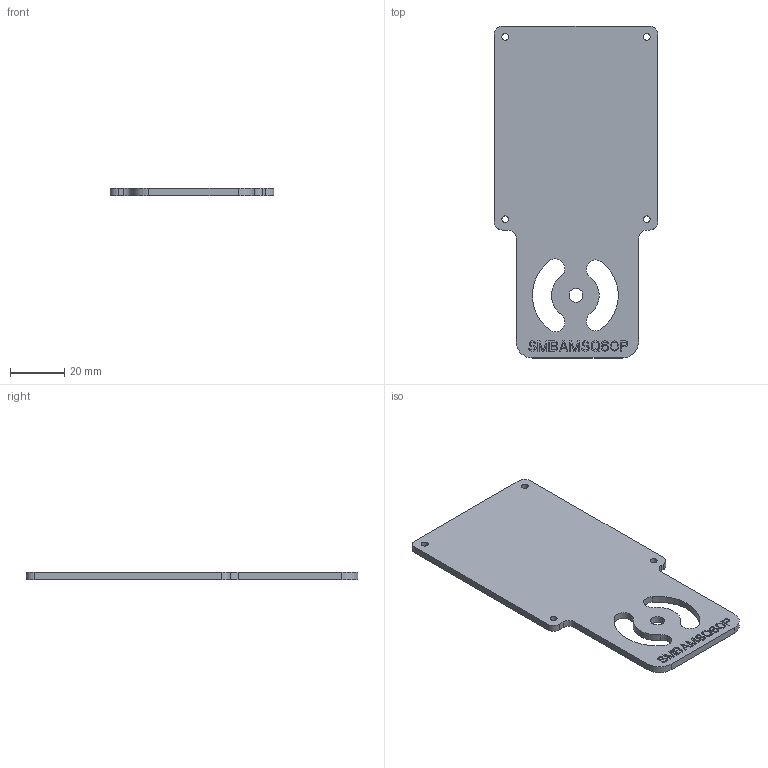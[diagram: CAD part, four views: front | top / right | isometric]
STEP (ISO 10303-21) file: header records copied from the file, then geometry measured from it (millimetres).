
FILE_DESCRIPTION((''),'2;1');
FILE_NAME('141795_SW','2008-08-11T',('banengservice'),('BANNER ENGINEERING'),'PRO/ENGINEER BY PARAMETRIC TECHNOLOGY CORPORATION, 2006170','PRO/ENGINEER BY PARAMETRIC TECHNOLOGY CORPORATION, 2006170','');
FILE_SCHEMA(('CONFIG_CONTROL_DESIGN'));
Length unit declared in the file: inch
Products named in the file (1): 141795_SW
Bounding box: 60 x 122 x 2.6 mm (x, y, z)
Volume: 16002.8 mm3; surface area: 13823.4 mm2
Topology: 1 solids, 1 shells, 414 faces, 1185 edges, 790 vertices
Faces by surface type: plane 388, cylinder 26
Entity records: 13349 total; most frequent: CARTESIAN_POINT 2389, ORIENTED_EDGE 2370, DIRECTION 2065, EDGE_CURVE 1185, VECTOR 1133, LINE 1133, VERTEX_POINT 790, AXIS2_PLACEMENT_3D 466
